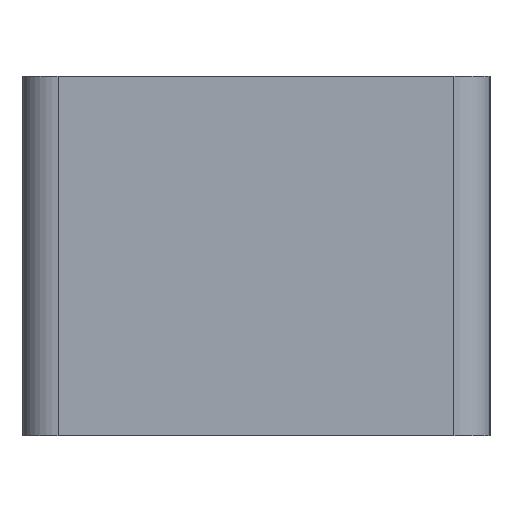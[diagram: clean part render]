
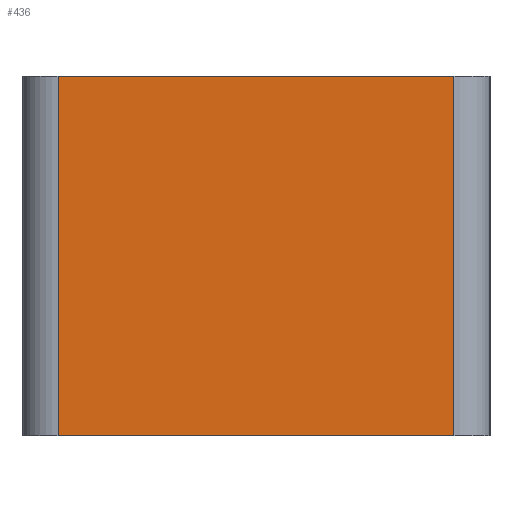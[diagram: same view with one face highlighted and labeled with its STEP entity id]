
A CAD part, left-side view. The second image highlights one B-rep face of the part: STEP entity #436.
In plain terms, the highlighted planar face has unit normal (-1, 0, 0).
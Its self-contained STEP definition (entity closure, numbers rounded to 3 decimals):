
#42=FACE_OUTER_BOUND('',#66,.T.);
#66=EDGE_LOOP('',(#337,#338,#339,#340));
#106=LINE('',#673,#158);
#107=LINE('',#676,#159);
#108=LINE('',#678,#160);
#109=LINE('',#679,#161);
#158=VECTOR('',#549,10.);
#159=VECTOR('',#552,10.);
#160=VECTOR('',#553,10.);
#161=VECTOR('',#554,10.);
#201=VERTEX_POINT('',#666);
#204=VERTEX_POINT('',#671);
#205=VERTEX_POINT('',#675);
#206=VERTEX_POINT('',#677);
#252=EDGE_CURVE('',#204,#201,#106,.T.);
#253=EDGE_CURVE('',#204,#205,#107,.T.);
#254=EDGE_CURVE('',#206,#205,#108,.T.);
#255=EDGE_CURVE('',#201,#206,#109,.T.);
#337=ORIENTED_EDGE('',*,*,#252,.F.);
#338=ORIENTED_EDGE('',*,*,#253,.T.);
#339=ORIENTED_EDGE('',*,*,#254,.F.);
#340=ORIENTED_EDGE('',*,*,#255,.F.);
#415=PLANE('',#477);
#436=ADVANCED_FACE('',(#42),#415,.T.);
#477=AXIS2_PLACEMENT_3D('',#674,#550,#551);
#549=DIRECTION('',(0.,0.,1.));
#550=DIRECTION('center_axis',(-1.,0.,0.));
#551=DIRECTION('ref_axis',(0.,-1.,0.));
#552=DIRECTION('',(0.,-1.,0.));
#553=DIRECTION('',(0.,0.,-1.));
#554=DIRECTION('',(0.,-1.,0.));
#666=CARTESIAN_POINT('',(0.,36.,30.));
#671=CARTESIAN_POINT('',(0.,36.,0.));
#673=CARTESIAN_POINT('',(0.,36.,0.));
#674=CARTESIAN_POINT('Origin',(0.,39.,0.));
#675=CARTESIAN_POINT('',(0.,3.,0.));
#676=CARTESIAN_POINT('',(0.,39.,0.));
#677=CARTESIAN_POINT('',(0.,3.,30.));
#678=CARTESIAN_POINT('',(0.,3.,0.));
#679=CARTESIAN_POINT('',(0.,39.,30.));
